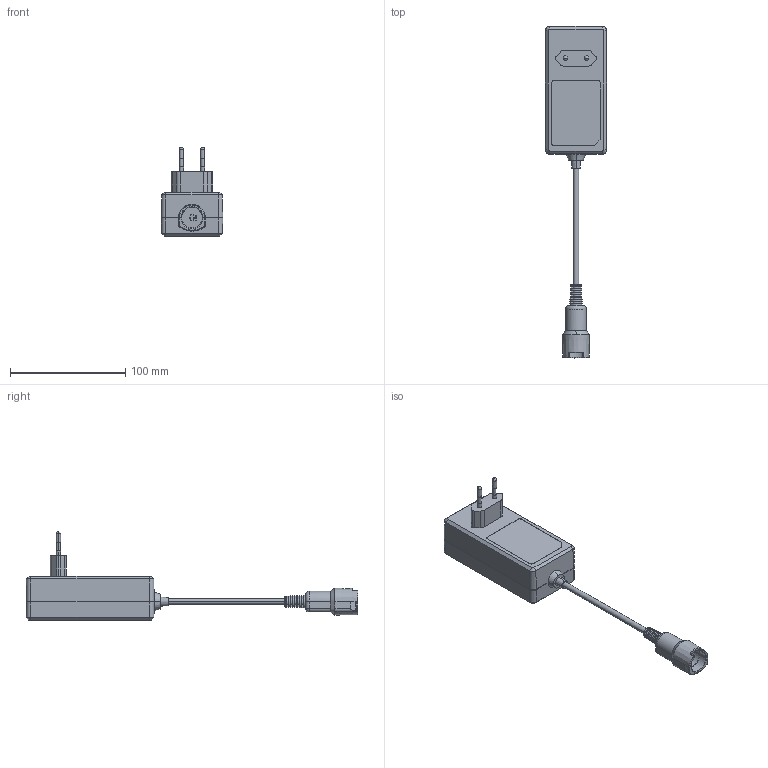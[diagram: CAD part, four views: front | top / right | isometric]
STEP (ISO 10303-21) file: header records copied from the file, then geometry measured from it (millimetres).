
FILE_DESCRIPTION (( 'STEP AP203' ), '1' );
FILE_NAME ('PD_14_PD_15.STEP', '2015-03-03T08:50:05', ( 'admin' ), ( 'Hewlett-Packard Company' ), 'SwSTEP 2.0', 'SolidWorks 2014', '' );
FILE_SCHEMA (( 'CONFIG_CONTROL_DESIGN' ));
Length unit declared in the file: millimetre
Products named in the file (1): PD_14_PD_15
Bounding box: 53.49 x 288.2 x 77.5 mm (x, y, z)
Volume: 246085 mm3; surface area: 33264.6 mm2
Topology: 1 solids, 1 shells, 374 faces, 997 edges, 654 vertices
Faces by surface type: plane 190, cylinder 90, cone 39, bspline 32, torus 13, sphere 10
Entity records: 13695 total; most frequent: CARTESIAN_POINT 4545, ORIENTED_EDGE 1974, DIRECTION 1806, EDGE_CURVE 987, VERTEX_POINT 650, AXIS2_PLACEMENT_3D 630, LINE 546, VECTOR 546
